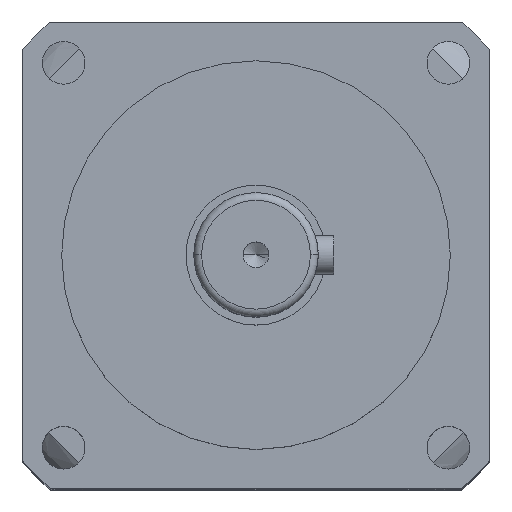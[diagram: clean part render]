
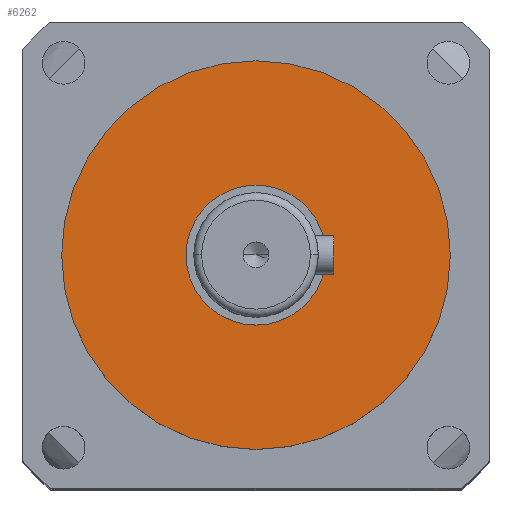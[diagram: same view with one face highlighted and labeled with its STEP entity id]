
A CAD part, top view. The second image highlights one B-rep face of the part: STEP entity #6262.
In plain terms, the highlighted planar face has unit normal (0, 0, 1).
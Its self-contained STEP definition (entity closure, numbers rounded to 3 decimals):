
#655 = CARTESIAN_POINT ( 'NONE',  ( 0., 25., -28. ) ) ;
#1175 = DIRECTION ( 'NONE',  ( 0., 0., 1. ) ) ;
#1654 = DIRECTION ( 'NONE',  ( 0., 0., 1. ) ) ;
#1902 = EDGE_LOOP ( 'NONE', ( #8533, #6360 ) ) ;
#2081 = CARTESIAN_POINT ( 'NONE',  ( 0., 0., -28. ) ) ;
#2558 = AXIS2_PLACEMENT_3D ( 'NONE', #2081, #7899, #2929 ) ;
#2560 = DIRECTION ( 'NONE',  ( 0., 0., 1. ) ) ;
#2837 = FACE_BOUND ( 'NONE', #1902, .T. ) ;
#2929 = DIRECTION ( 'NONE',  ( 1., 0., 0. ) ) ;
#2984 = CIRCLE ( 'NONE', #9881, 25. ) ;
#3087 = ORIENTED_EDGE ( 'NONE', *, *, #5804, .T. ) ;
#3090 = AXIS2_PLACEMENT_3D ( 'NONE', #6187, #1175, #7035 ) ;
#3907 = EDGE_CURVE ( 'NONE', #8699, #7490, #10304, .T. ) ;
#3919 = ORIENTED_EDGE ( 'NONE', *, *, #3907, .T. ) ;
#4051 = DIRECTION ( 'NONE',  ( -1., 0., 0. ) ) ;
#4583 = CARTESIAN_POINT ( 'NONE',  ( -9., 0., -28. ) ) ;
#4607 = AXIS2_PLACEMENT_3D ( 'NONE', #655, #9029, #4051 ) ;
#5804 = EDGE_CURVE ( 'NONE', #7490, #8699, #2984, .T. ) ;
#5964 = CIRCLE ( 'NONE', #9055, 9. ) ;
#6187 = CARTESIAN_POINT ( 'NONE',  ( 0., 0., -28. ) ) ;
#6262 = ADVANCED_FACE ( 'NONE', ( #2837, #9733 ), #7333, .F. ) ;
#6360 = ORIENTED_EDGE ( 'NONE', *, *, #9496, .F. ) ;
#6417 = CARTESIAN_POINT ( 'NONE',  ( -25., 0., -28. ) ) ;
#6647 = CARTESIAN_POINT ( 'NONE',  ( 0., 0., -28. ) ) ;
#6737 = CIRCLE ( 'NONE', #2558, 9. ) ;
#7012 = VERTEX_POINT ( 'NONE', #8502 ) ;
#7035 = DIRECTION ( 'NONE',  ( 1., 0., 0. ) ) ;
#7333 = PLANE ( 'NONE',  #4607 ) ;
#7484 = DIRECTION ( 'NONE',  ( 1., 0., 0. ) ) ;
#7490 = VERTEX_POINT ( 'NONE', #6417 ) ;
#7520 = EDGE_LOOP ( 'NONE', ( #3919, #3087 ) ) ;
#7521 = CARTESIAN_POINT ( 'NONE',  ( 0., 0., -28. ) ) ;
#7899 = DIRECTION ( 'NONE',  ( 0., 0., 1. ) ) ;
#8366 = DIRECTION ( 'NONE',  ( 1., 0., 0. ) ) ;
#8502 = CARTESIAN_POINT ( 'NONE',  ( 9., 0., -28. ) ) ;
#8533 = ORIENTED_EDGE ( 'NONE', *, *, #9158, .F. ) ;
#8699 = VERTEX_POINT ( 'NONE', #9314 ) ;
#9029 = DIRECTION ( 'NONE',  ( 0., 0., -1. ) ) ;
#9055 = AXIS2_PLACEMENT_3D ( 'NONE', #7521, #2560, #8366 ) ;
#9158 = EDGE_CURVE ( 'NONE', #7012, #9662, #6737, .T. ) ;
#9314 = CARTESIAN_POINT ( 'NONE',  ( 25., 0., -28. ) ) ;
#9496 = EDGE_CURVE ( 'NONE', #9662, #7012, #5964, .T. ) ;
#9662 = VERTEX_POINT ( 'NONE', #4583 ) ;
#9733 = FACE_OUTER_BOUND ( 'NONE', #7520, .T. ) ;
#9881 = AXIS2_PLACEMENT_3D ( 'NONE', #6647, #1654, #7484 ) ;
#10304 = CIRCLE ( 'NONE', #3090, 25. ) ;
